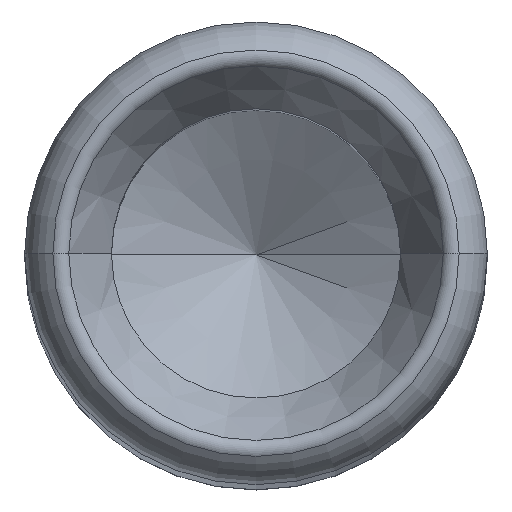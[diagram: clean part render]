
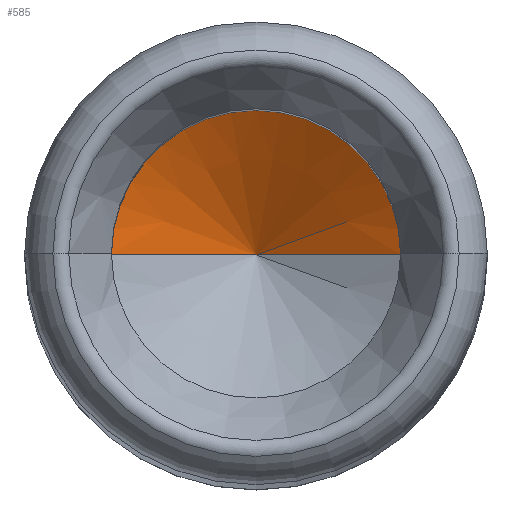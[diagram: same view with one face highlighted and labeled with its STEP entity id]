
A CAD part, top view. The second image highlights one B-rep face of the part: STEP entity #585.
In plain terms, the highlighted conical face has half-angle 59 degrees and reference radius 6.25 mm.
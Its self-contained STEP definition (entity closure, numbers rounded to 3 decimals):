
#12 = CARTESIAN_POINT ( 'NONE',  ( 0., 0., 100. ) ) ;
#26 = VERTEX_POINT ( 'NONE', #296 ) ;
#68 = DIRECTION ( 'NONE',  ( 1., 0., 0. ) ) ;
#75 = CARTESIAN_POINT ( 'NONE',  ( 6.25, 0., 100. ) ) ;
#109 = FACE_OUTER_BOUND ( 'NONE', #312, .T. ) ;
#153 = VERTEX_POINT ( 'NONE', #300 ) ;
#156 = CARTESIAN_POINT ( 'NONE',  ( 0., 0., 100. ) ) ;
#166 = LINE ( 'NONE', #75, #631 ) ;
#191 = ORIENTED_EDGE ( 'NONE', *, *, #544, .F. ) ;
#201 = ORIENTED_EDGE ( 'NONE', *, *, #203, .T. ) ;
#203 = EDGE_CURVE ( 'NONE', #26, #705, #426, .T. ) ;
#259 = DIRECTION ( 'NONE',  ( 0., 0., 1. ) ) ;
#296 = CARTESIAN_POINT ( 'NONE',  ( 6.25, 0., 100. ) ) ;
#300 = CARTESIAN_POINT ( 'NONE',  ( 0., 0., 96.245 ) ) ;
#312 = EDGE_LOOP ( 'NONE', ( #191, #461, #201 ) ) ;
#329 = AXIS2_PLACEMENT_3D ( 'NONE', #156, #259, #480 ) ;
#362 = LINE ( 'NONE', #681, #417 ) ;
#417 = VECTOR ( 'NONE', #447, 1000. ) ;
#426 = CIRCLE ( 'NONE', #329, 6.25 ) ;
#447 = DIRECTION ( 'NONE',  ( -0.857, 0., 0.515 ) ) ;
#449 = AXIS2_PLACEMENT_3D ( 'NONE', #12, #630, #68 ) ;
#461 = ORIENTED_EDGE ( 'NONE', *, *, #574, .T. ) ;
#480 = DIRECTION ( 'NONE',  ( 1., 0., 0. ) ) ;
#506 = DIRECTION ( 'NONE',  ( 0.857, 0., 0.515 ) ) ;
#511 = CARTESIAN_POINT ( 'NONE',  ( -6.25, 0., 100. ) ) ;
#544 = EDGE_CURVE ( 'NONE', #153, #705, #362, .T. ) ;
#574 = EDGE_CURVE ( 'NONE', #153, #26, #166, .T. ) ;
#585 = ADVANCED_FACE ( 'NONE', ( #109 ), #649, .F. ) ;
#630 = DIRECTION ( 'NONE',  ( 0., 0., 1. ) ) ;
#631 = VECTOR ( 'NONE', #506, 1000. ) ;
#649 = CONICAL_SURFACE ( 'NONE', #449, 6.25, 1.03 ) ;
#681 = CARTESIAN_POINT ( 'NONE',  ( -6.25, 0., 100. ) ) ;
#705 = VERTEX_POINT ( 'NONE', #511 ) ;
